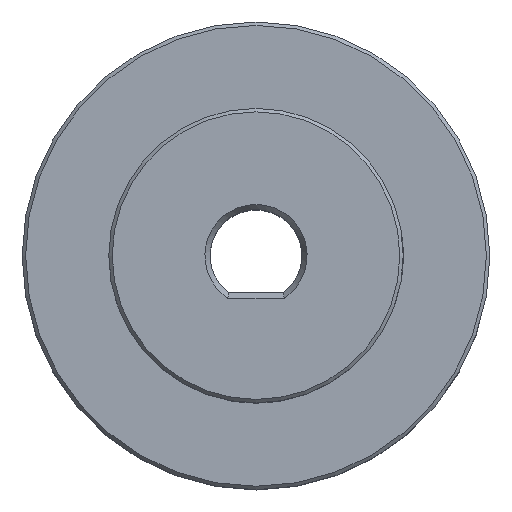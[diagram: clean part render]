
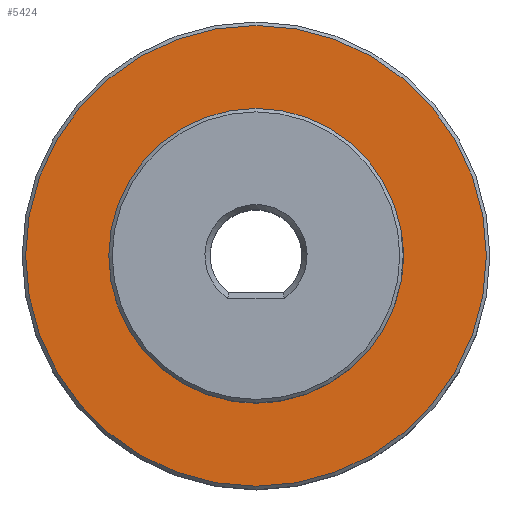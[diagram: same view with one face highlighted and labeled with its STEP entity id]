
A CAD part, top view. The second image highlights one B-rep face of the part: STEP entity #5424.
In plain terms, the highlighted planar face has unit normal (0, 0, 1).
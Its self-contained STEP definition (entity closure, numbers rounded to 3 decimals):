
#18=PLANE('',#6315);
#35=FACE_BOUND('',#1228,.T.);
#39=CIRCLE('',#5728,8.5);
#613=CIRCLE('',#6314,13.3);
#918=FACE_OUTER_BOUND('',#1227,.T.);
#1227=EDGE_LOOP('',(#4255));
#1228=EDGE_LOOP('',(#4256));
#2140=VERTEX_POINT('',#8858);
#2722=VERTEX_POINT('',#10376);
#2735=EDGE_CURVE('',#2140,#2140,#39,.T.);
#3327=EDGE_CURVE('',#2722,#2722,#613,.T.);
#4255=ORIENTED_EDGE('',*,*,#3327,.F.);
#4256=ORIENTED_EDGE('',*,*,#2735,.T.);
#5424=ADVANCED_FACE('',(#918,#35),#18,.T.);
#5728=AXIS2_PLACEMENT_3D('',#8860,#6614,#6615);
#6314=AXIS2_PLACEMENT_3D('',#10377,#7798,#7799);
#6315=AXIS2_PLACEMENT_3D('',#10379,#7801,#7802);
#6614=DIRECTION('center_axis',(0.,0.,-1.));
#6615=DIRECTION('ref_axis',(-1.,0.,0.));
#7798=DIRECTION('center_axis',(0.,0.,-1.));
#7799=DIRECTION('ref_axis',(1.,0.,0.));
#7801=DIRECTION('center_axis',(0.,0.,1.));
#7802=DIRECTION('ref_axis',(1.,0.,0.));
#8858=CARTESIAN_POINT('',(8.5,0.,10.));
#8860=CARTESIAN_POINT('Origin',(0.,0.,10.));
#10376=CARTESIAN_POINT('',(-13.3,0.,10.));
#10377=CARTESIAN_POINT('Origin',(0.,0.,10.));
#10379=CARTESIAN_POINT('Origin',(0.,0.,10.));
